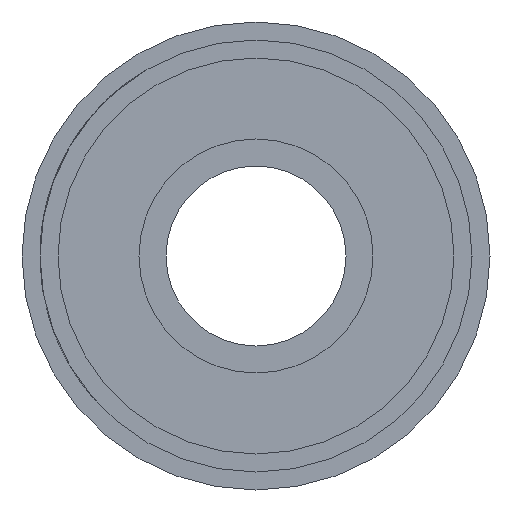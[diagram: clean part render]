
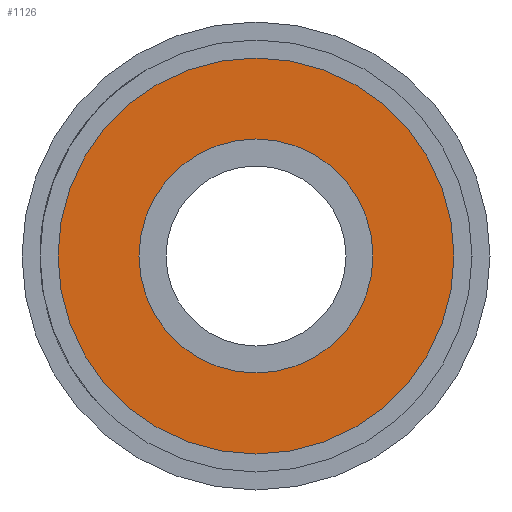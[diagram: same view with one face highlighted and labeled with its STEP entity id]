
A CAD part, left-side view. The second image highlights one B-rep face of the part: STEP entity #1126.
In plain terms, the highlighted planar face has unit normal (-1, 0, 0).
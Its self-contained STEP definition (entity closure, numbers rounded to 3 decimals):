
#220 = EDGE_CURVE ( 'NONE', #832, #6231, #557, .T. ) ;
#423 = AXIS2_PLACEMENT_3D ( 'NONE', #4158, #4823, #2862 ) ;
#466 = VERTEX_POINT ( 'NONE', #5103 ) ;
#557 = CIRCLE ( 'NONE', #1724, 6.5 ) ;
#688 = DIRECTION ( 'NONE',  ( -1., 0., 0. ) ) ;
#762 = EDGE_CURVE ( 'NONE', #1602, #466, #3745, .T. ) ;
#820 = EDGE_CURVE ( 'NONE', #466, #1602, #6025, .T. ) ;
#832 = VERTEX_POINT ( 'NONE', #3585 ) ;
#1126 = ADVANCED_FACE ( 'NONE', ( #6614, #8148 ), #5397, .T. ) ;
#1365 = AXIS2_PLACEMENT_3D ( 'NONE', #3431, #4759, #2119 ) ;
#1453 = DIRECTION ( 'NONE',  ( 0., 0., 1. ) ) ;
#1602 = VERTEX_POINT ( 'NONE', #3426 ) ;
#1724 = AXIS2_PLACEMENT_3D ( 'NONE', #5482, #6155, #8281 ) ;
#1949 = AXIS2_PLACEMENT_3D ( 'NONE', #8876, #6790, #5272 ) ;
#1976 = CARTESIAN_POINT ( 'NONE',  ( 0., 0., -6.5 ) ) ;
#2119 = DIRECTION ( 'NONE',  ( 0., 0., 1. ) ) ;
#2862 = DIRECTION ( 'NONE',  ( 0., 0., 1. ) ) ;
#3426 = CARTESIAN_POINT ( 'NONE',  ( 0., 0., -11. ) ) ;
#3431 = CARTESIAN_POINT ( 'NONE',  ( 0., 0., 0. ) ) ;
#3585 = CARTESIAN_POINT ( 'NONE',  ( 0., 0., 6.5 ) ) ;
#3632 = EDGE_LOOP ( 'NONE', ( #4779, #7139 ) ) ;
#3745 = CIRCLE ( 'NONE', #8762, 11. ) ;
#4114 = CARTESIAN_POINT ( 'NONE',  ( 0., 0., 0. ) ) ;
#4158 = CARTESIAN_POINT ( 'NONE',  ( 0., 0., 0. ) ) ;
#4608 = ORIENTED_EDGE ( 'NONE', *, *, #820, .T. ) ;
#4759 = DIRECTION ( 'NONE',  ( -1., 0., 0. ) ) ;
#4779 = ORIENTED_EDGE ( 'NONE', *, *, #220, .F. ) ;
#4823 = DIRECTION ( 'NONE',  ( -1., 0., 0. ) ) ;
#5103 = CARTESIAN_POINT ( 'NONE',  ( 0., 0., 11. ) ) ;
#5272 = DIRECTION ( 'NONE',  ( 0., 0., 1. ) ) ;
#5397 = PLANE ( 'NONE',  #1365 ) ;
#5482 = CARTESIAN_POINT ( 'NONE',  ( 0., 0., 0. ) ) ;
#5607 = EDGE_LOOP ( 'NONE', ( #4608, #7396 ) ) ;
#6025 = CIRCLE ( 'NONE', #423, 11. ) ;
#6155 = DIRECTION ( 'NONE',  ( -1., 0., 0. ) ) ;
#6231 = VERTEX_POINT ( 'NONE', #1976 ) ;
#6614 = FACE_BOUND ( 'NONE', #3632, .T. ) ;
#6790 = DIRECTION ( 'NONE',  ( -1., 0., 0. ) ) ;
#6930 = EDGE_CURVE ( 'NONE', #6231, #832, #8269, .T. ) ;
#7139 = ORIENTED_EDGE ( 'NONE', *, *, #6930, .F. ) ;
#7396 = ORIENTED_EDGE ( 'NONE', *, *, #762, .T. ) ;
#8148 = FACE_OUTER_BOUND ( 'NONE', #5607, .T. ) ;
#8269 = CIRCLE ( 'NONE', #1949, 6.5 ) ;
#8281 = DIRECTION ( 'NONE',  ( 0., 0., 1. ) ) ;
#8762 = AXIS2_PLACEMENT_3D ( 'NONE', #4114, #688, #1453 ) ;
#8876 = CARTESIAN_POINT ( 'NONE',  ( 0., 0., 0. ) ) ;
